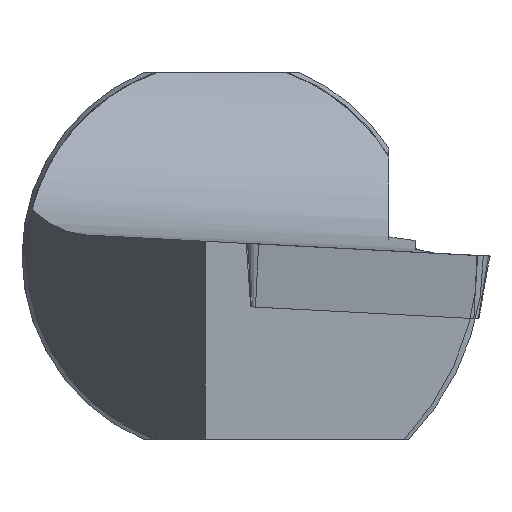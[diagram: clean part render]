
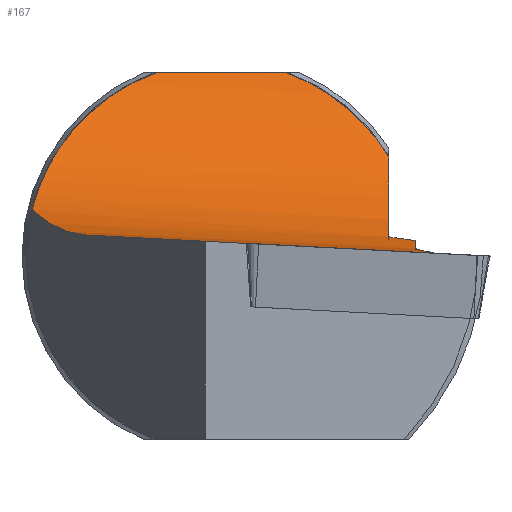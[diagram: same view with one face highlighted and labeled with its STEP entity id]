
A CAD part, left-side view. The second image highlights one B-rep face of the part: STEP entity #167.
In plain terms, the highlighted cylindrical face has radius 16 mm (diameter 32 mm), a partial arc.
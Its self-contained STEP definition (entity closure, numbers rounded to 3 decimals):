
#35=B_SPLINE_CURVE_WITH_KNOTS('',3,(#1256,#1257,#1258,#1259),
 .UNSPECIFIED.,.F.,.F.,(4,4),(0.,1.),.UNSPECIFIED.);
#36=B_SPLINE_CURVE_WITH_KNOTS('',3,(#1269,#1270,#1271,#1272,#1273,#1274),
 .UNSPECIFIED.,.F.,.F.,(4,2,4),(0.,0.5,1.),.UNSPECIFIED.);
#40=B_SPLINE_CURVE_WITH_KNOTS('',3,(#1313,#1314,#1315,#1316,#1317,#1318,
#1319),.UNSPECIFIED.,.F.,.F.,(4,3,4),(0.,0.789,1.),
 .UNSPECIFIED.);
#41=B_SPLINE_CURVE_WITH_KNOTS('',3,(#1323,#1324,#1325,#1326),
 .UNSPECIFIED.,.F.,.F.,(4,4),(0.,1.),.UNSPECIFIED.);
#55=B_SPLINE_CURVE_WITH_KNOTS('',3,(#1459,#1460,#1461,#1462),
 .UNSPECIFIED.,.F.,.F.,(4,4),(0.,1.),.UNSPECIFIED.);
#58=ELLIPSE('',#811,18.063,16.);
#61=ELLIPSE('',#864,16.022,16.);
#62=ELLIPSE('',#866,61.904,16.);
#63=ELLIPSE('',#868,305.717,16.);
#101=CYLINDRICAL_SURFACE('',#871,16.);
#167=ADVANCED_FACE('',(#218),#101,.F.);
#218=FACE_OUTER_BOUND('',#266,.T.);
#266=EDGE_LOOP('',(#557,#558,#559,#560,#561,#562,#563,#564,#565,#566));
#304=LINE('',#1491,#342);
#342=VECTOR('',#1073,1.);
#557=ORIENTED_EDGE('',*,*,#747,.T.);
#558=ORIENTED_EDGE('',*,*,#707,.F.);
#559=ORIENTED_EDGE('',*,*,#690,.T.);
#560=ORIENTED_EDGE('',*,*,#752,.F.);
#561=ORIENTED_EDGE('',*,*,#750,.T.);
#562=ORIENTED_EDGE('',*,*,#709,.T.);
#563=ORIENTED_EDGE('',*,*,#753,.T.);
#564=ORIENTED_EDGE('',*,*,#695,.T.);
#565=ORIENTED_EDGE('',*,*,#669,.F.);
#566=ORIENTED_EDGE('',*,*,#754,.T.);
#583=VERTEX_POINT('',#1129);
#587=VERTEX_POINT('',#1136);
#607=VERTEX_POINT('',#1260);
#608=VERTEX_POINT('',#1261);
#611=VERTEX_POINT('',#1275);
#618=VERTEX_POINT('',#1320);
#619=VERTEX_POINT('',#1327);
#620=VERTEX_POINT('',#1328);
#641=VERTEX_POINT('',#1458);
#642=VERTEX_POINT('',#1484);
#669=EDGE_CURVE('',#587,#583,#58,.T.);
#690=EDGE_CURVE('',#607,#608,#35,.T.);
#695=EDGE_CURVE('',#611,#583,#36,.T.);
#707=EDGE_CURVE('',#607,#618,#40,.T.);
#709=EDGE_CURVE('',#619,#620,#41,.T.);
#747=EDGE_CURVE('',#641,#618,#55,.T.);
#750=EDGE_CURVE('',#642,#619,#61,.T.);
#752=EDGE_CURVE('',#642,#608,#62,.T.);
#753=EDGE_CURVE('',#620,#611,#63,.T.);
#754=EDGE_CURVE('',#587,#641,#304,.T.);
#811=AXIS2_PLACEMENT_3D('',#1137,#933,#934);
#864=AXIS2_PLACEMENT_3D('',#1483,#1060,#1061);
#866=AXIS2_PLACEMENT_3D('',#1487,#1065,#1066);
#868=AXIS2_PLACEMENT_3D('',#1489,#1069,#1070);
#871=AXIS2_PLACEMENT_3D('',#1493,#1076,#1077);
#933=DIRECTION('',(0.462,-0.887,0.));
#934=DIRECTION('',(-0.881,-0.459,-0.113));
#1060=DIRECTION('',(0.,-1.,0.));
#1061=DIRECTION('',(0.,0.,-1.));
#1065=DIRECTION('',(-0.966,0.259,0.));
#1066=DIRECTION('',(-0.258,-0.965,-0.054));
#1069=DIRECTION('',(0.,0.,1.));
#1070=DIRECTION('',(0.,-1.,0.));
#1073=DIRECTION('',(0.,-0.999,-0.052));
#1076=DIRECTION('',(0.,-0.999,-0.052));
#1077=DIRECTION('',(0.,0.052,-0.999));
#1129=CARTESIAN_POINT('',(21.718,29.293,2.908));
#1136=CARTESIAN_POINT('',(15.216,25.909,1.348));
#1137=CARTESIAN_POINT('',(15.216,25.909,17.37));
#1256=CARTESIAN_POINT('',(18.056,5.246,0.519));
#1257=CARTESIAN_POINT('',(18.717,5.251,0.639));
#1258=CARTESIAN_POINT('',(19.372,5.259,0.801));
#1259=CARTESIAN_POINT('',(20.013,5.275,1.004));
#1260=CARTESIAN_POINT('',(18.056,5.246,0.519));
#1261=CARTESIAN_POINT('',(20.013,5.275,1.004));
#1269=CARTESIAN_POINT('',(30.204,21.51,11.533));
#1270=CARTESIAN_POINT('',(29.836,23.94,10.672));
#1271=CARTESIAN_POINT('',(29.065,25.957,9.023));
#1272=CARTESIAN_POINT('',(26.151,28.509,5.584));
#1273=CARTESIAN_POINT('',(24.086,29.041,3.949));
#1274=CARTESIAN_POINT('',(21.718,29.293,2.908));
#1275=CARTESIAN_POINT('',(30.204,21.51,11.533));
#1313=CARTESIAN_POINT('',(18.056,5.246,0.519));
#1314=CARTESIAN_POINT('',(17.964,5.246,0.503));
#1315=CARTESIAN_POINT('',(17.872,5.229,0.486));
#1316=CARTESIAN_POINT('',(17.786,5.198,0.47));
#1317=CARTESIAN_POINT('',(17.763,5.189,0.466));
#1318=CARTESIAN_POINT('',(17.74,5.18,0.462));
#1319=CARTESIAN_POINT('',(17.718,5.169,0.458));
#1320=CARTESIAN_POINT('',(17.718,5.169,0.458));
#1323=CARTESIAN_POINT('',(27.611,6.937,6.245));
#1324=CARTESIAN_POINT('',(29.316,8.214,8.403));
#1325=CARTESIAN_POINT('',(30.064,10.52,10.525));
#1326=CARTESIAN_POINT('',(30.357,13.364,11.533));
#1327=CARTESIAN_POINT('',(27.611,6.937,6.245));
#1328=CARTESIAN_POINT('',(30.357,13.364,11.533));
#1458=CARTESIAN_POINT('',(15.216,3.996,0.199));
#1459=CARTESIAN_POINT('',(15.216,3.996,0.199));
#1460=CARTESIAN_POINT('',(16.054,4.387,0.22));
#1461=CARTESIAN_POINT('',(16.893,4.779,0.307));
#1462=CARTESIAN_POINT('',(17.718,5.169,0.458));
#1483=CARTESIAN_POINT('',(15.216,6.937,16.375));
#1484=CARTESIAN_POINT('',(20.458,6.937,1.238));
#1487=CARTESIAN_POINT('',(15.216,-12.627,15.35));
#1489=CARTESIAN_POINT('',(15.216,-85.471,11.533));
#1491=CARTESIAN_POINT('',(15.216,14.985,0.775));
#1493=CARTESIAN_POINT('',(15.216,32.981,17.74));
